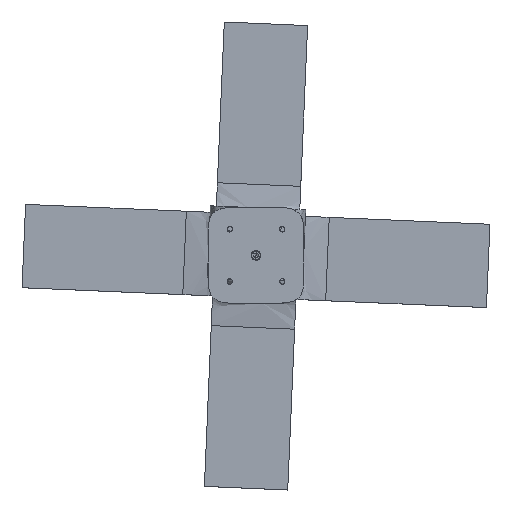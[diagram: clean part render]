
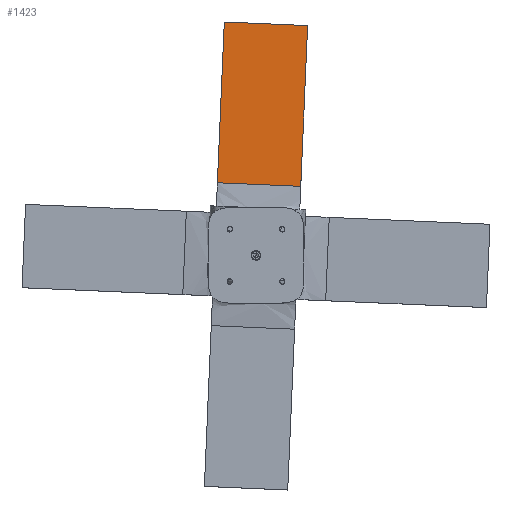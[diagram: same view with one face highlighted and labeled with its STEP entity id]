
A CAD part, top view. The second image highlights one B-rep face of the part: STEP entity #1423.
In plain terms, the highlighted planar face has unit normal (0, 0, 1).
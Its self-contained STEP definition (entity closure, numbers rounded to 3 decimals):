
#5 = VECTOR ( 'NONE', #3269, 1000. ) ;
#74 = ORIENTED_EDGE ( 'NONE', *, *, #4106, .T. ) ;
#106 = CARTESIAN_POINT ( 'NONE',  ( 0., 80., 10. ) ) ;
#141 = VERTEX_POINT ( 'NONE', #3304 ) ;
#772 = VERTEX_POINT ( 'NONE', #106 ) ;
#922 = ORIENTED_EDGE ( 'NONE', *, *, #4459, .T. ) ;
#1049 = DIRECTION ( 'NONE',  ( 0., 0., 1. ) ) ;
#1423 = ADVANCED_FACE ( 'NONE', ( #3701 ), #1911, .T. ) ;
#1425 = DIRECTION ( 'NONE',  ( 1., 0., 0. ) ) ;
#1513 = CARTESIAN_POINT ( 'NONE',  ( 0., 0., 10. ) ) ;
#1538 = ORIENTED_EDGE ( 'NONE', *, *, #2172, .T. ) ;
#1718 = B_SPLINE_CURVE_WITH_KNOTS ( 'NONE', 3,
 ( #4711, #3350, #5095, #5592 ),
 .UNSPECIFIED., .F., .F.,
 ( 4, 4 ),
 ( 0., 1. ),
 .UNSPECIFIED. ) ;
#1790 = CARTESIAN_POINT ( 'NONE',  ( 35., 80., 10. ) ) ;
#1911 = PLANE ( 'NONE',  #4704 ) ;
#2096 = ORIENTED_EDGE ( 'NONE', *, *, #3458, .T. ) ;
#2172 = EDGE_CURVE ( 'NONE', #3702, #772, #2419, .T. ) ;
#2201 = EDGE_LOOP ( 'NONE', ( #74, #922, #2096, #1538 ) ) ;
#2419 = LINE ( 'NONE', #4673, #4616 ) ;
#2897 = CARTESIAN_POINT ( 'NONE',  ( 35., 12.5, 10. ) ) ;
#3245 = CARTESIAN_POINT ( 'NONE',  ( 35., 80., 10. ) ) ;
#3269 = DIRECTION ( 'NONE',  ( 0., -1., 0. ) ) ;
#3304 = CARTESIAN_POINT ( 'NONE',  ( 0., 12.5, 10. ) ) ;
#3350 = CARTESIAN_POINT ( 'NONE',  ( 11.667, 12.5, 10. ) ) ;
#3458 = EDGE_CURVE ( 'NONE', #5303, #3702, #5457, .T. ) ;
#3597 = VECTOR ( 'NONE', #5020, 1000. ) ;
#3701 = FACE_OUTER_BOUND ( 'NONE', #2201, .T. ) ;
#3702 = VERTEX_POINT ( 'NONE', #1790 ) ;
#4106 = EDGE_CURVE ( 'NONE', #772, #141, #5485, .T. ) ;
#4179 = DIRECTION ( 'NONE',  ( -1., 0., 0. ) ) ;
#4459 = EDGE_CURVE ( 'NONE', #141, #5303, #1718, .T. ) ;
#4616 = VECTOR ( 'NONE', #4179, 1000. ) ;
#4673 = CARTESIAN_POINT ( 'NONE',  ( 0., 80., 10. ) ) ;
#4704 = AXIS2_PLACEMENT_3D ( 'NONE', #5068, #1049, #1425 ) ;
#4711 = CARTESIAN_POINT ( 'NONE',  ( 0., 12.5, 10. ) ) ;
#5020 = DIRECTION ( 'NONE',  ( 0., 1., 0. ) ) ;
#5068 = CARTESIAN_POINT ( 'NONE',  ( 0., 0., 10. ) ) ;
#5095 = CARTESIAN_POINT ( 'NONE',  ( 23.333, 12.5, 10. ) ) ;
#5303 = VERTEX_POINT ( 'NONE', #2897 ) ;
#5457 = LINE ( 'NONE', #3245, #3597 ) ;
#5485 = LINE ( 'NONE', #1513, #5 ) ;
#5592 = CARTESIAN_POINT ( 'NONE',  ( 35., 12.5, 10. ) ) ;
